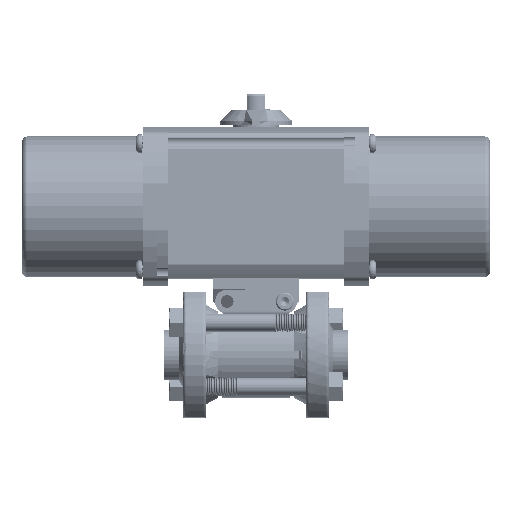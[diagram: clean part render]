
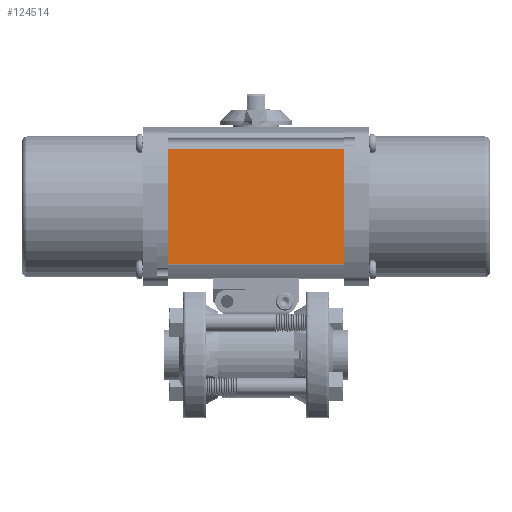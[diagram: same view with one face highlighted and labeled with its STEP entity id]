
A CAD part, top view. The second image highlights one B-rep face of the part: STEP entity #124514.
In plain terms, the highlighted planar face has unit normal (0, 0, 1).
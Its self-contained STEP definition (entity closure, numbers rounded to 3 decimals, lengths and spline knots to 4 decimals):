
#2548 = VERTEX_POINT ( 'NONE', #156072 ) ;
#16607 = ORIENTED_EDGE ( 'NONE', *, *, #191345, .T. ) ;
#18208 = PLANE ( 'NONE',  #206244 ) ;
#25238 = LINE ( 'NONE', #62071, #105483 ) ;
#35354 = DIRECTION ( 'NONE',  ( 0., -1., 0. ) ) ;
#38144 = VERTEX_POINT ( 'NONE', #53108 ) ;
#52439 = ORIENTED_EDGE ( 'NONE', *, *, #180774, .F. ) ;
#53108 = CARTESIAN_POINT ( 'NONE',  ( 1.5275, 1.5679, 1.17 ) ) ;
#56369 = CARTESIAN_POINT ( 'NONE',  ( 1.5275, 3.5621, 1.17 ) ) ;
#61618 = DIRECTION ( 'NONE',  ( 0., 1., 0. ) ) ;
#62071 = CARTESIAN_POINT ( 'NONE',  ( 1.5275, 3.5694, 1.17 ) ) ;
#66284 = CARTESIAN_POINT ( 'NONE',  ( -1.5275, 1.5679, 1.17 ) ) ;
#66380 = CARTESIAN_POINT ( 'NONE',  ( -5.0403, 3.5621, 1.17 ) ) ;
#67832 = VECTOR ( 'NONE', #187326, 39.3701 ) ;
#83875 = LINE ( 'NONE', #163921, #123953 ) ;
#84920 = EDGE_CURVE ( 'NONE', #165814, #2548, #83875, .T. ) ;
#85170 = CARTESIAN_POINT ( 'NONE',  ( -5.0403, 1.5679, 1.17 ) ) ;
#97667 = ORIENTED_EDGE ( 'NONE', *, *, #146076, .T. ) ;
#105483 = VECTOR ( 'NONE', #181356, 39.3701 ) ;
#123899 = LINE ( 'NONE', #85170, #67832 ) ;
#123953 = VECTOR ( 'NONE', #61618, 39.3701 ) ;
#124514 = ADVANCED_FACE ( 'NONE', ( #139177 ), #18208, .F. ) ;
#137747 = DIRECTION ( 'NONE',  ( 0., 0., -1. ) ) ;
#139177 = FACE_OUTER_BOUND ( 'NONE', #163884, .T. ) ;
#146076 = EDGE_CURVE ( 'NONE', #165814, #38144, #123899, .T. ) ;
#156072 = CARTESIAN_POINT ( 'NONE',  ( -1.5275, 3.5621, 1.17 ) ) ;
#160441 = VECTOR ( 'NONE', #219956, 39.3701 ) ;
#163884 = EDGE_LOOP ( 'NONE', ( #52439, #16607, #197421, #97667 ) ) ;
#163921 = CARTESIAN_POINT ( 'NONE',  ( -1.5275, 3.5694, 1.17 ) ) ;
#165814 = VERTEX_POINT ( 'NONE', #66284 ) ;
#180774 = EDGE_CURVE ( 'NONE', #206023, #38144, #25238, .T. ) ;
#181356 = DIRECTION ( 'NONE',  ( 0., -1., 0. ) ) ;
#187326 = DIRECTION ( 'NONE',  ( 1., 0., 0. ) ) ;
#191345 = EDGE_CURVE ( 'NONE', #206023, #2548, #205719, .T. ) ;
#197421 = ORIENTED_EDGE ( 'NONE', *, *, #84920, .F. ) ;
#205537 = CARTESIAN_POINT ( 'NONE',  ( -5.0403, 3.5694, 1.17 ) ) ;
#205719 = LINE ( 'NONE', #66380, #160441 ) ;
#206023 = VERTEX_POINT ( 'NONE', #56369 ) ;
#206244 = AXIS2_PLACEMENT_3D ( 'NONE', #205537, #137747, #35354 ) ;
#219956 = DIRECTION ( 'NONE',  ( -1., 0., 0. ) ) ;
